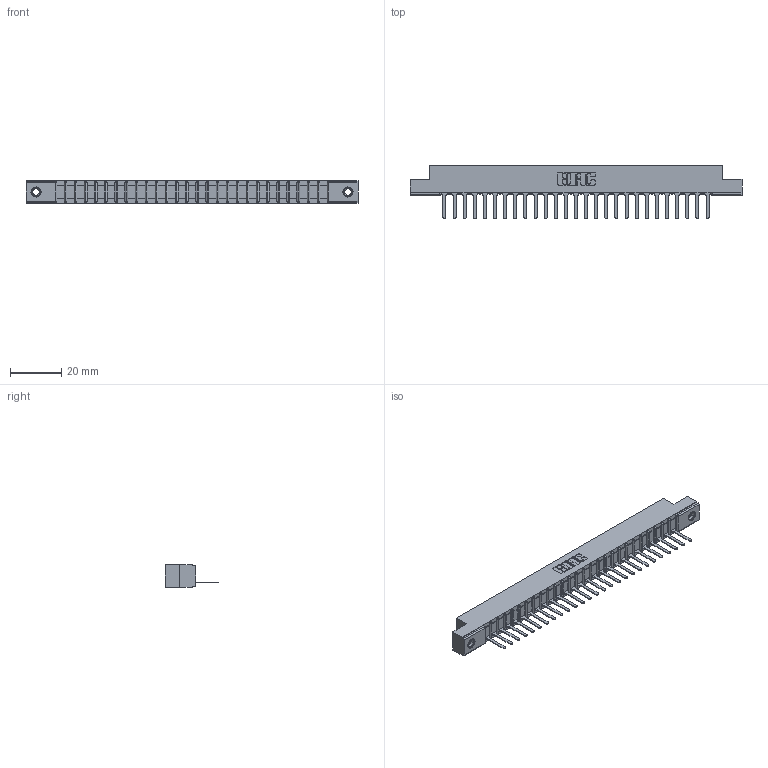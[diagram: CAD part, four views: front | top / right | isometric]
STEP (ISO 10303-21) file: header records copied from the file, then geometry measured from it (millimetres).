
FILE_DESCRIPTION (( 'STEP AP203' ), '1' );
FILE_NAME ('357-027-427-107.STEP', '2020-10-01T18:25:14', ( '' ), ( '' ), 'SwSTEP 2.0', 'SolidWorks 2020', '' );
FILE_SCHEMA (( 'CONFIG_CONTROL_DESIGN' ));
Length unit declared in the file: inch
Products named in the file (4): 307-290-001_527; 307 Part_.156 Dia Mounting Holes; 357-027-427-107; 345-250-001_345-250-005-103
Assembly tree (30 placements, depth 2):
  357-027-427-107
    307 Part_.156 Dia Mounting Holes
    307-290-001_527  x27
    345-250-001_345-250-005-103  x2
Bounding box: 130 x 21.11 x 8.71 mm (x, y, z)
Volume: 8198.9 mm3; surface area: 13028.2 mm2
Topology: 30 solids, 30 shells, 1718 faces, 4833 edges, 3102 vertices
Faces by surface type: plane 1101, cylinder 545, sphere 56, cone 12, torus 4
Entity records: 26149 total; most frequent: CARTESIAN_POINT 4379, ORIENTED_EDGE 4358, DIRECTION 4277, EDGE_CURVE 2179, VECTOR 1665, LINE 1665, VERTEX_POINT 1408, AXIS2_PLACEMENT_3D 1306
